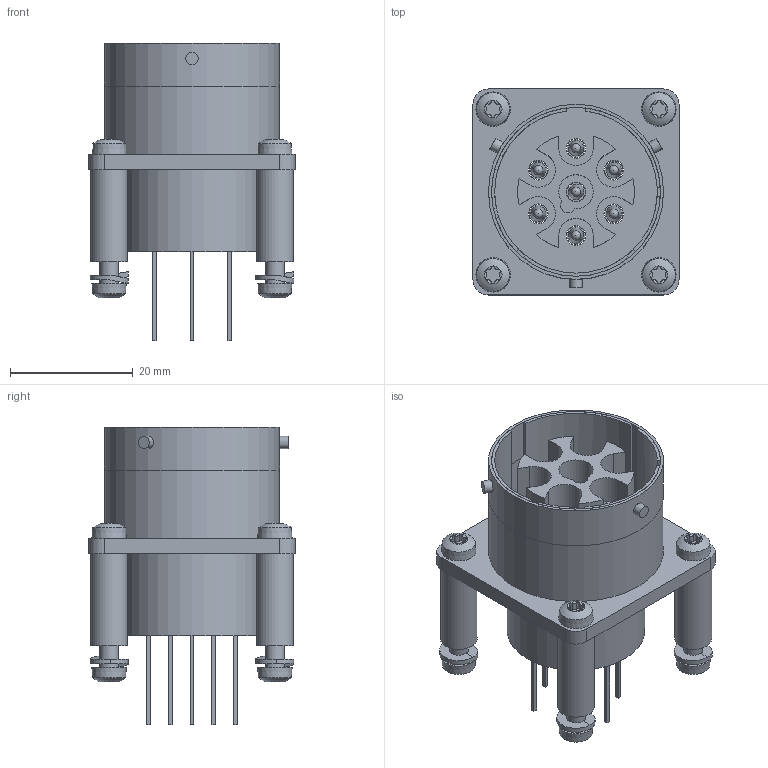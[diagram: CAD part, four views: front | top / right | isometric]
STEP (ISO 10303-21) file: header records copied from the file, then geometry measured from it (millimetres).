
FILE_DESCRIPTION(/* description */ (''),/* implementation_level */ '2;1');
FILE_NAME(/* name */ 'SOURIAU_EDA-02872-V1-1.stp',/* time_stamp */ '2015-05-28T16:06:14+02:00',/* author */ ('admchouv'),/* organization */ (''),/* preprocessor_version */ 'ST-DEVELOPER v15.5',/* originating_system */ 'AutoCAD Mechanical',/* authorisation */ '');
FILE_SCHEMA (('AUTOMOTIVE_DESIGN { 1 0 10303 214 3 1 1 }'));
Length unit declared in the file: millimetre
Products named in the file (1): Product
Bounding box: 33.55 x 33.55 x 48.5 mm (x, y, z)
Volume: 11224 mm3; surface area: 17502.7 mm2
Topology: 28 solids, 28 shells, 507 faces, 1192 edges, 777 vertices
Faces by surface type: cylinder 231, plane 223, cone 38, sphere 15
Full cylindrical faces by diameter (mm): 1.5 x14, 2 x10, 2.5 x18, 3 x15, 3.2 x7, 3.3 x4, 6 x4, 22.4 x1, 27.5 x1, 28.5 x2
Entity records: 14849 total; most frequent: CARTESIAN_POINT 3534, DIRECTION 2430, ORIENTED_EDGE 2064, EDGE_CURVE 1032, AXIS2_PLACEMENT_3D 986, VERTEX_POINT 746, EDGE_LOOP 704, FACE_OUTER_BOUND 507
